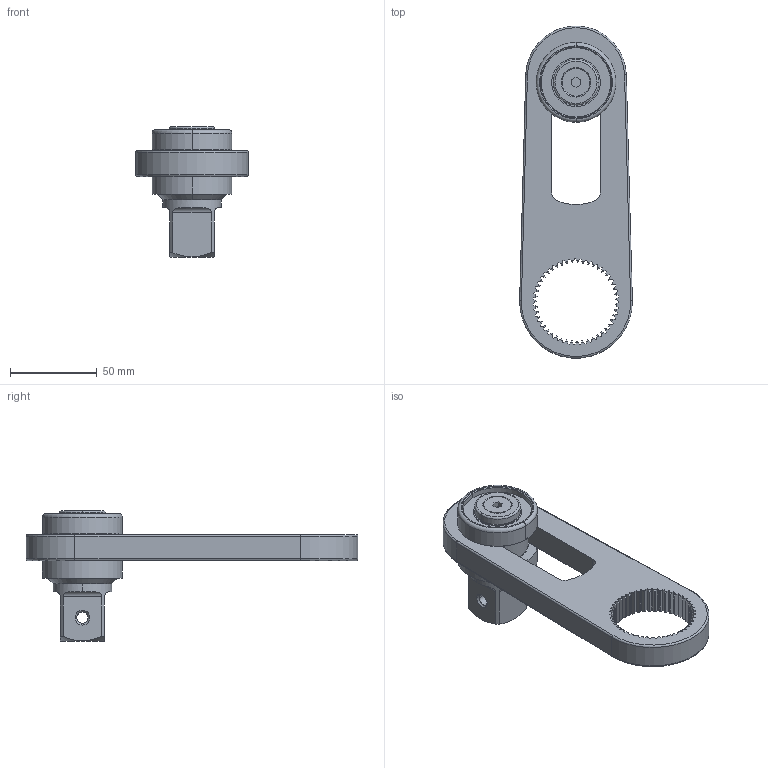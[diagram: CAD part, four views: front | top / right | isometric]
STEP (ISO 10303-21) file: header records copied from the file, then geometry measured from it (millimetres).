
FILE_DESCRIPTION((''),'2;1');
FILE_NAME('6158120640_ASM','2015-03-16T',('gredl'),(''),'PRO/ENGINEER BY PARAMETRIC TECHNOLOGY CORPORATION, 2014200','PRO/ENGINEER BY PARAMETRIC TECHNOLOGY CORPORATION, 2014200','');
FILE_SCHEMA(('AUTOMOTIVE_DESIGN { 1 0 10303 214 1 1 1 1 }'));
Length unit declared in the file: millimetre
Products named in the file (7): 4210447606; 4210447603; 4210447610; 0216195709; 4210447607; 6158120790; 6158120640_ASM
Assembly tree (6 placements, depth 2):
  6158120640_ASM
    4210447606
    4210447603
    4210447610
    0216195709
    4210447607
    6158120790
Bounding box: 64.98 x 191.39 x 75 mm (x, y, z)
Volume: 174245.9 mm3; surface area: 54226.8 mm2
Topology: 6 solids, 9 shells, 460 faces, 1246 edges, 807 vertices
Faces by surface type: plane 185, cone 140, cylinder 113, torus 22
Entity records: 21888 total; most frequent: CARTESIAN_POINT 3675, ORIENTED_EDGE 2474, DIRECTION 2392, EDGE_CURVE 1244, PRESENTATION_STYLE_ASSIGNMENT 1226, STYLED_ITEM 1226, CURVE_STYLE 1218, AXIS2_PLACEMENT_3D 879
